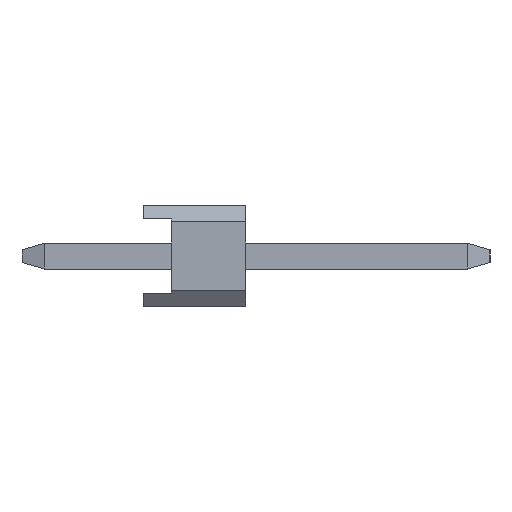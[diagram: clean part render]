
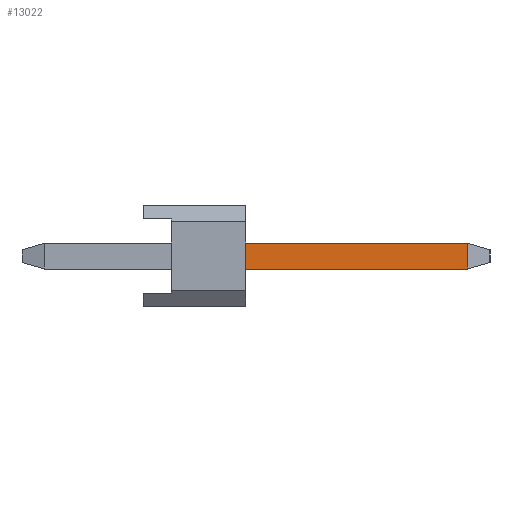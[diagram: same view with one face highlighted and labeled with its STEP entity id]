
A CAD part, left-side view. The second image highlights one B-rep face of the part: STEP entity #13022.
In plain terms, the highlighted planar face has unit normal (-1, 0, 0).
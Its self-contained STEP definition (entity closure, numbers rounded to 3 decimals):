
#6270=VERTEX_POINT('',#16544);
#8232=EDGE_CURVE('',#8556,#13196,#18742,.T.);
#8556=VERTEX_POINT('',#19102);
#9284=EDGE_CURVE('',#13196,#6270,#19890,.T.);
#9606=EDGE_CURVE('',#13806,#8556,#20246,.T.);
#13022=ADVANCED_FACE('',(#23991),#23992,.T.);
#13196=VERTEX_POINT('',#24182);
#13806=VERTEX_POINT('',#24865);
#14654=EDGE_CURVE('',#6270,#13806,#25816,.T.);
#16544=CARTESIAN_POINT('',(-40.96,-8.054,0.32));
#18742=LINE('',#31476,#31477);
#19102=CARTESIAN_POINT('',(-40.96,-2.54,-0.32));
#19890=LINE('',#33154,#33155);
#20246=LINE('',#33662,#33663);
#23991=FACE_OUTER_BOUND('',#39116,.T.);
#23992=PLANE('',#39117);
#24182=CARTESIAN_POINT('',(-40.96,-2.54,0.32));
#24865=CARTESIAN_POINT('',(-40.96,-8.054,-0.32));
#25816=LINE('',#41740,#41741);
#31476=CARTESIAN_POINT('',(-40.96,-2.54,0.252));
#31477=VECTOR('',#46425,1.0);
#33154=CARTESIAN_POINT('',(-40.96,-2.8,0.32));
#33155=VECTOR('',#47478,1.0);
#33662=CARTESIAN_POINT('',(-40.96,2.454,-0.32));
#33663=VECTOR('',#47840,1.0);
#39116=EDGE_LOOP('',(#51418,#51419,#51420,#51421));
#39117=AXIS2_PLACEMENT_3D('',#51422,#51423,#51424);
#41740=CARTESIAN_POINT('',(-40.96,-8.054,0.5));
#41741=VECTOR('',#53534,1.0);
#46425=DIRECTION('',(0.,0.,1.0));
#47478=DIRECTION('',(0.,-1.0,0.));
#47840=DIRECTION('',(0.,1.0,0.));
#51418=ORIENTED_EDGE('',*,*,#8232,.F.);
#51419=ORIENTED_EDGE('',*,*,#9606,.F.);
#51420=ORIENTED_EDGE('',*,*,#14654,.F.);
#51421=ORIENTED_EDGE('',*,*,#9284,.F.);
#51422=CARTESIAN_POINT('',(-40.96,2.454,0.5));
#51423=DIRECTION('',(-1.0,0.,0.));
#51424=DIRECTION('',(0.,1.0,0.));
#53534=DIRECTION('',(0.0,0.,-1.0));
